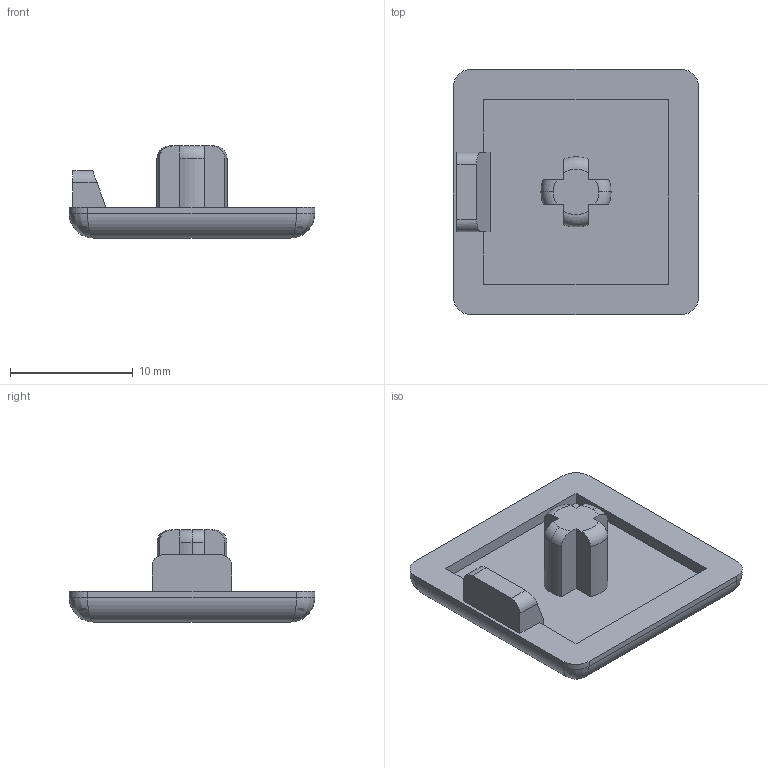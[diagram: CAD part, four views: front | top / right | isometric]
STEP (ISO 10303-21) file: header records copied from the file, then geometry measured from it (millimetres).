
FILE_DESCRIPTION(('FreeCAD Model'),'2;1');
FILE_NAME('Open CASCADE Shape Model','2024-03-19T11:17:40',(''),(''), 'Open CASCADE STEP processor 7.6','FreeCAD','Unknown');
FILE_SCHEMA(('AUTOMOTIVE_DESIGN { 1 0 10303 214 1 1 1 1 }'));
Length unit declared in the file: millimetre
Products named in the file (1): STB6-C2020
Bounding box: 20 x 20 x 7.5 mm (x, y, z)
Volume: 858.6 mm3; surface area: 1149.8 mm2
Topology: 1 solids, 1 shells, 53 faces, 137 edges, 84 vertices
Faces by surface type: plane 27, cylinder 16, torus 6, bspline 4
Entity records: 4242 total; most frequent: CARTESIAN_POINT 1613, DIRECTION 469, LINE 293, VECTOR 293, ORIENTED_EDGE 266, PCURVE 266, DEFINITIONAL_REPRESENTATION 266, EDGE_CURVE 133
